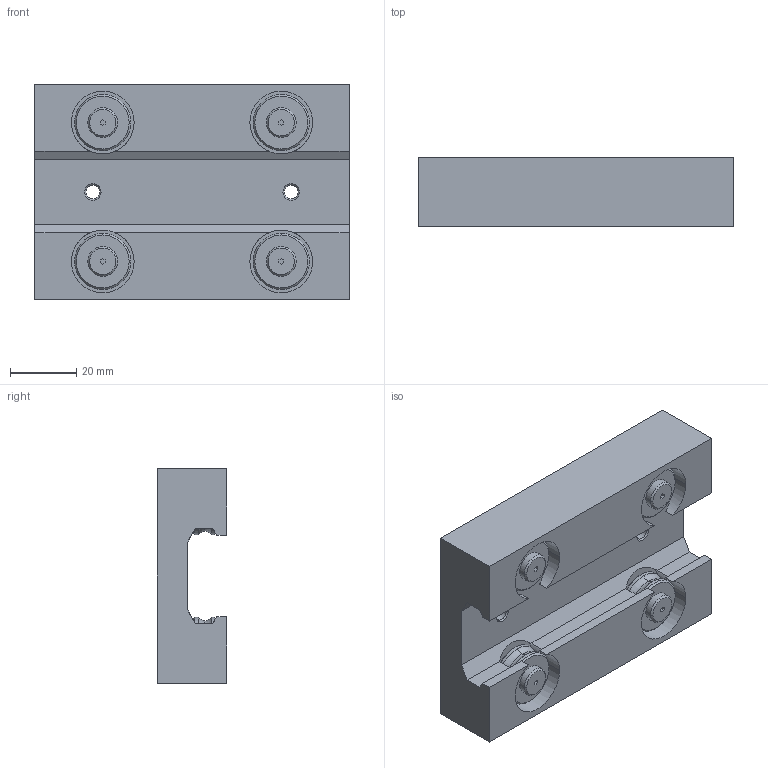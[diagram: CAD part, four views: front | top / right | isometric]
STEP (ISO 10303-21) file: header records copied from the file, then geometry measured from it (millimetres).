
FILE_DESCRIPTION( ( '' ), '1' );
FILE_NAME( 'tretter_lw_25___010_.stp', '2008-09-03T09:34:27', ( '' ), ( '' ), ' ', ' ', ' ' );
FILE_SCHEMA( ( 'CONFIG_CONTROL_DESIGN' ) );
Length unit declared in the file: millimetre
Products named in the file (5): 1; 2; 3; 4; 5
Bounding box: 95 x 21 x 65 mm (x, y, z)
Volume: 91838.4 mm3; surface area: 27980.4 mm2
Topology: 5 solids, 5 shells, 274 faces, 630 edges, 386 vertices
Faces by surface type: plane 98, cone 88, cylinder 72, torus 16
Entity records: 7898 total; most frequent: DIRECTION 1420, CARTESIAN_POINT 1387, ORIENTED_EDGE 1252, EDGE_CURVE 626, AXIS2_PLACEMENT_3D 563, VERTEX_POINT 386, EDGE_LOOP 310, LINE 294
